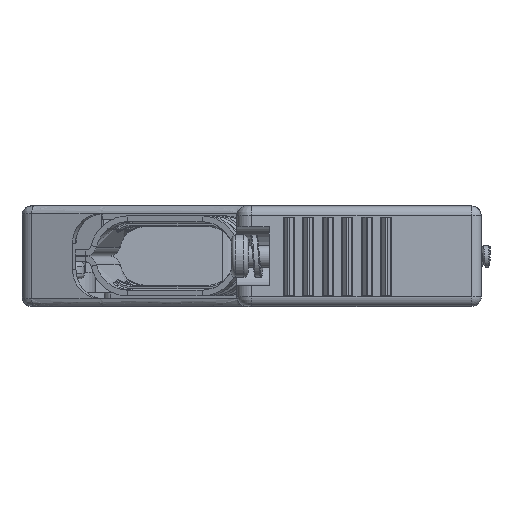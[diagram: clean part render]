
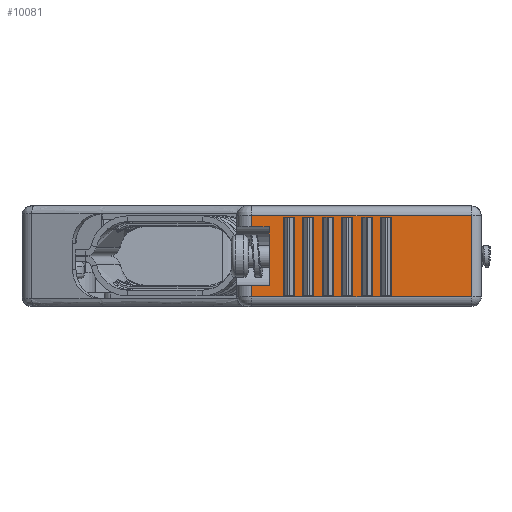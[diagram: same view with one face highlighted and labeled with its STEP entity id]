
A CAD part, left-side view. The second image highlights one B-rep face of the part: STEP entity #10081.
In plain terms, the highlighted planar face has unit normal (-1, 0, 0).
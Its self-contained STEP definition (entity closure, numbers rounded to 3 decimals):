
#6789=CARTESIAN_POINT('',(-46.025,21.5,8.15));
#6790=VERTEX_POINT('',#6789);
#6798=CARTESIAN_POINT('',(-46.025,21.5,9.3));
#6799=VERTEX_POINT('',#6798);
#6800=CARTESIAN_POINT('',(-46.025,21.5,8.15));
#6801=DIRECTION('',(0.,0.,1.));
#6802=VECTOR('',#6801,1.15);
#6803=LINE('',#6800,#6802);
#6804=EDGE_CURVE('',#6790,#6799,#6803,.T.);
#6831=CARTESIAN_POINT('',(-46.025,-1.,9.3));
#6832=VERTEX_POINT('',#6831);
#6840=CARTESIAN_POINT('',(-46.025,-1.,1.));
#6841=VERTEX_POINT('',#6840);
#6842=CARTESIAN_POINT('',(-46.025,-1.,9.3));
#6843=DIRECTION('',(0.,0.,-1.));
#6844=VECTOR('',#6843,8.3);
#6845=LINE('',#6842,#6844);
#6846=EDGE_CURVE('',#6832,#6841,#6845,.T.);
#8012=CARTESIAN_POINT('',(-46.025,19.7,8.15));
#8013=VERTEX_POINT('',#8012);
#8020=CARTESIAN_POINT('',(-46.025,19.7,8.15));
#8021=DIRECTION('',(0.,1.,0.));
#8022=VECTOR('',#8021,1.8);
#8023=LINE('',#8020,#8022);
#8024=EDGE_CURVE('',#8013,#6790,#8023,.T.);
#8090=CARTESIAN_POINT('',(-46.025,19.7,2.15));
#8091=VERTEX_POINT('',#8090);
#8098=CARTESIAN_POINT('',(-46.025,19.7,8.15));
#8099=DIRECTION('',(0.,0.,-1.));
#8100=VECTOR('',#8099,6.);
#8101=LINE('',#8098,#8100);
#8102=EDGE_CURVE('',#8013,#8091,#8101,.T.);
#8150=CARTESIAN_POINT('',(-46.025,17.134,9.15));
#8151=VERTEX_POINT('',#8150);
#8159=CARTESIAN_POINT('',(-46.025,18.266,9.15));
#8160=VERTEX_POINT('',#8159);
#8161=CARTESIAN_POINT('',(-46.025,17.134,9.15));
#8162=DIRECTION('',(0.,1.,0.));
#8163=VECTOR('',#8162,1.133);
#8164=LINE('',#8161,#8163);
#8165=EDGE_CURVE('',#8151,#8160,#8164,.T.);
#8209=CARTESIAN_POINT('',(-46.025,15.134,9.15));
#8210=VERTEX_POINT('',#8209);
#8218=CARTESIAN_POINT('',(-46.025,16.266,9.15));
#8219=VERTEX_POINT('',#8218);
#8220=CARTESIAN_POINT('',(-46.025,15.134,9.15));
#8221=DIRECTION('',(0.,1.,0.));
#8222=VECTOR('',#8221,1.133);
#8223=LINE('',#8220,#8222);
#8224=EDGE_CURVE('',#8210,#8219,#8223,.T.);
#8268=CARTESIAN_POINT('',(-46.025,13.134,9.15));
#8269=VERTEX_POINT('',#8268);
#8277=CARTESIAN_POINT('',(-46.025,14.266,9.15));
#8278=VERTEX_POINT('',#8277);
#8279=CARTESIAN_POINT('',(-46.025,13.134,9.15));
#8280=DIRECTION('',(0.,1.,0.));
#8281=VECTOR('',#8280,1.133);
#8282=LINE('',#8279,#8281);
#8283=EDGE_CURVE('',#8269,#8278,#8282,.T.);
#8327=CARTESIAN_POINT('',(-46.025,11.134,9.15));
#8328=VERTEX_POINT('',#8327);
#8336=CARTESIAN_POINT('',(-46.025,12.266,9.15));
#8337=VERTEX_POINT('',#8336);
#8338=CARTESIAN_POINT('',(-46.025,11.134,9.15));
#8339=DIRECTION('',(0.,1.,0.));
#8340=VECTOR('',#8339,1.133);
#8341=LINE('',#8338,#8340);
#8342=EDGE_CURVE('',#8328,#8337,#8341,.T.);
#8386=CARTESIAN_POINT('',(-46.025,9.134,9.15));
#8387=VERTEX_POINT('',#8386);
#8395=CARTESIAN_POINT('',(-46.025,10.266,9.15));
#8396=VERTEX_POINT('',#8395);
#8397=CARTESIAN_POINT('',(-46.025,9.134,9.15));
#8398=DIRECTION('',(0.,1.,0.));
#8399=VECTOR('',#8398,1.133);
#8400=LINE('',#8397,#8399);
#8401=EDGE_CURVE('',#8387,#8396,#8400,.T.);
#8445=CARTESIAN_POINT('',(-46.025,7.134,9.15));
#8446=VERTEX_POINT('',#8445);
#8454=CARTESIAN_POINT('',(-46.025,8.266,9.15));
#8455=VERTEX_POINT('',#8454);
#8456=CARTESIAN_POINT('',(-46.025,7.134,9.15));
#8457=DIRECTION('',(0.,1.,0.));
#8458=VECTOR('',#8457,1.133);
#8459=LINE('',#8456,#8458);
#8460=EDGE_CURVE('',#8446,#8455,#8459,.T.);
#9892=CARTESIAN_POINT('',(-46.025,10.5,5.15));
#9893=DIRECTION('',(0.,1.,0.));
#9894=DIRECTION('',(-1.,0.,0.));
#9895=AXIS2_PLACEMENT_3D('',#9892,#9894,#9893);
#9896=PLANE('',#9895);
#9897=ORIENTED_EDGE('',*,*,#8024,.F.);
#9898=ORIENTED_EDGE('',*,*,#8102,.T.);
#9899=CARTESIAN_POINT('',(-46.025,21.5,2.15));
#9900=VERTEX_POINT('',#9899);
#9901=CARTESIAN_POINT('',(-46.025,19.7,2.15));
#9902=DIRECTION('',(0.,1.,0.));
#9903=VECTOR('',#9902,1.8);
#9904=LINE('',#9901,#9903);
#9905=EDGE_CURVE('',#8091,#9900,#9904,.T.);
#9906=ORIENTED_EDGE('',*,*,#9905,.T.);
#9907=CARTESIAN_POINT('',(-46.025,21.5,1.));
#9908=VERTEX_POINT('',#9907);
#9909=CARTESIAN_POINT('',(-46.025,21.5,2.15));
#9910=DIRECTION('',(0.,0.,-1.));
#9911=VECTOR('',#9910,1.15);
#9912=LINE('',#9909,#9911);
#9913=EDGE_CURVE('',#9900,#9908,#9912,.T.);
#9914=ORIENTED_EDGE('',*,*,#9913,.T.);
#9915=CARTESIAN_POINT('',(-46.025,21.5,1.));
#9916=DIRECTION('',(0.,-1.,0.));
#9917=VECTOR('',#9916,22.5);
#9918=LINE('',#9915,#9917);
#9919=EDGE_CURVE('',#9908,#6841,#9918,.T.);
#9920=ORIENTED_EDGE('',*,*,#9919,.T.);
#9921=ORIENTED_EDGE('',*,*,#6846,.F.);
#9922=CARTESIAN_POINT('',(-46.025,-1.,9.3));
#9923=DIRECTION('',(0.,1.,0.));
#9924=VECTOR('',#9923,22.5);
#9925=LINE('',#9922,#9924);
#9926=EDGE_CURVE('',#6832,#6799,#9925,.T.);
#9927=ORIENTED_EDGE('',*,*,#9926,.T.);
#9928=ORIENTED_EDGE('',*,*,#6804,.F.);
#9929=EDGE_LOOP('',(#9897,#9898,#9906,#9914,#9920,#9921,#9927,#9928));
#9930=FACE_OUTER_BOUND('',#9929,.T.);
#9931=ORIENTED_EDGE('',*,*,#8165,.F.);
#9932=CARTESIAN_POINT('',(-46.025,17.134,1.15));
#9933=VERTEX_POINT('',#9932);
#9934=CARTESIAN_POINT('',(-46.025,17.134,9.15));
#9935=DIRECTION('',(0.,0.,-1.));
#9936=VECTOR('',#9935,8.);
#9937=LINE('',#9934,#9936);
#9938=EDGE_CURVE('',#8151,#9933,#9937,.T.);
#9939=ORIENTED_EDGE('',*,*,#9938,.T.);
#9940=CARTESIAN_POINT('',(-46.025,18.266,1.15));
#9941=VERTEX_POINT('',#9940);
#9942=CARTESIAN_POINT('',(-46.025,17.134,1.15));
#9943=DIRECTION('',(0.,1.,0.));
#9944=VECTOR('',#9943,1.133);
#9945=LINE('',#9942,#9944);
#9946=EDGE_CURVE('',#9933,#9941,#9945,.T.);
#9947=ORIENTED_EDGE('',*,*,#9946,.T.);
#9948=CARTESIAN_POINT('',(-46.025,18.266,9.15));
#9949=DIRECTION('',(0.,0.,-1.));
#9950=VECTOR('',#9949,8.);
#9951=LINE('',#9948,#9950);
#9952=EDGE_CURVE('',#8160,#9941,#9951,.T.);
#9953=ORIENTED_EDGE('',*,*,#9952,.F.);
#9954=EDGE_LOOP('',(#9931,#9939,#9947,#9953));
#9955=FACE_BOUND('',#9954,.T.);
#9956=ORIENTED_EDGE('',*,*,#8224,.F.);
#9957=CARTESIAN_POINT('',(-46.025,15.134,1.15));
#9958=VERTEX_POINT('',#9957);
#9959=CARTESIAN_POINT('',(-46.025,15.134,9.15));
#9960=DIRECTION('',(0.,0.,-1.));
#9961=VECTOR('',#9960,8.);
#9962=LINE('',#9959,#9961);
#9963=EDGE_CURVE('',#8210,#9958,#9962,.T.);
#9964=ORIENTED_EDGE('',*,*,#9963,.T.);
#9965=CARTESIAN_POINT('',(-46.025,16.266,1.15));
#9966=VERTEX_POINT('',#9965);
#9967=CARTESIAN_POINT('',(-46.025,15.134,1.15));
#9968=DIRECTION('',(0.,1.,0.));
#9969=VECTOR('',#9968,1.133);
#9970=LINE('',#9967,#9969);
#9971=EDGE_CURVE('',#9958,#9966,#9970,.T.);
#9972=ORIENTED_EDGE('',*,*,#9971,.T.);
#9973=CARTESIAN_POINT('',(-46.025,16.266,9.15));
#9974=DIRECTION('',(0.,0.,-1.));
#9975=VECTOR('',#9974,8.);
#9976=LINE('',#9973,#9975);
#9977=EDGE_CURVE('',#8219,#9966,#9976,.T.);
#9978=ORIENTED_EDGE('',*,*,#9977,.F.);
#9979=EDGE_LOOP('',(#9956,#9964,#9972,#9978));
#9980=FACE_BOUND('',#9979,.T.);
#9981=ORIENTED_EDGE('',*,*,#8283,.F.);
#9982=CARTESIAN_POINT('',(-46.025,13.134,1.15));
#9983=VERTEX_POINT('',#9982);
#9984=CARTESIAN_POINT('',(-46.025,13.134,9.15));
#9985=DIRECTION('',(0.,0.,-1.));
#9986=VECTOR('',#9985,8.);
#9987=LINE('',#9984,#9986);
#9988=EDGE_CURVE('',#8269,#9983,#9987,.T.);
#9989=ORIENTED_EDGE('',*,*,#9988,.T.);
#9990=CARTESIAN_POINT('',(-46.025,14.266,1.15));
#9991=VERTEX_POINT('',#9990);
#9992=CARTESIAN_POINT('',(-46.025,13.134,1.15));
#9993=DIRECTION('',(0.,1.,0.));
#9994=VECTOR('',#9993,1.133);
#9995=LINE('',#9992,#9994);
#9996=EDGE_CURVE('',#9983,#9991,#9995,.T.);
#9997=ORIENTED_EDGE('',*,*,#9996,.T.);
#9998=CARTESIAN_POINT('',(-46.025,14.266,9.15));
#9999=DIRECTION('',(0.,0.,-1.));
#10000=VECTOR('',#9999,8.);
#10001=LINE('',#9998,#10000);
#10002=EDGE_CURVE('',#8278,#9991,#10001,.T.);
#10003=ORIENTED_EDGE('',*,*,#10002,.F.);
#10004=EDGE_LOOP('',(#9981,#9989,#9997,#10003));
#10005=FACE_BOUND('',#10004,.T.);
#10006=ORIENTED_EDGE('',*,*,#8342,.F.);
#10007=CARTESIAN_POINT('',(-46.025,11.134,1.15));
#10008=VERTEX_POINT('',#10007);
#10009=CARTESIAN_POINT('',(-46.025,11.134,9.15));
#10010=DIRECTION('',(0.,0.,-1.));
#10011=VECTOR('',#10010,8.);
#10012=LINE('',#10009,#10011);
#10013=EDGE_CURVE('',#8328,#10008,#10012,.T.);
#10014=ORIENTED_EDGE('',*,*,#10013,.T.);
#10015=CARTESIAN_POINT('',(-46.025,12.266,1.15));
#10016=VERTEX_POINT('',#10015);
#10017=CARTESIAN_POINT('',(-46.025,11.134,1.15));
#10018=DIRECTION('',(0.,1.,0.));
#10019=VECTOR('',#10018,1.133);
#10020=LINE('',#10017,#10019);
#10021=EDGE_CURVE('',#10008,#10016,#10020,.T.);
#10022=ORIENTED_EDGE('',*,*,#10021,.T.);
#10023=CARTESIAN_POINT('',(-46.025,12.266,9.15));
#10024=DIRECTION('',(0.,0.,-1.));
#10025=VECTOR('',#10024,8.);
#10026=LINE('',#10023,#10025);
#10027=EDGE_CURVE('',#8337,#10016,#10026,.T.);
#10028=ORIENTED_EDGE('',*,*,#10027,.F.);
#10029=EDGE_LOOP('',(#10006,#10014,#10022,#10028));
#10030=FACE_BOUND('',#10029,.T.);
#10031=ORIENTED_EDGE('',*,*,#8401,.F.);
#10032=CARTESIAN_POINT('',(-46.025,9.134,1.15));
#10033=VERTEX_POINT('',#10032);
#10034=CARTESIAN_POINT('',(-46.025,9.134,9.15));
#10035=DIRECTION('',(0.,0.,-1.));
#10036=VECTOR('',#10035,8.);
#10037=LINE('',#10034,#10036);
#10038=EDGE_CURVE('',#8387,#10033,#10037,.T.);
#10039=ORIENTED_EDGE('',*,*,#10038,.T.);
#10040=CARTESIAN_POINT('',(-46.025,10.266,1.15));
#10041=VERTEX_POINT('',#10040);
#10042=CARTESIAN_POINT('',(-46.025,9.134,1.15));
#10043=DIRECTION('',(0.,1.,0.));
#10044=VECTOR('',#10043,1.133);
#10045=LINE('',#10042,#10044);
#10046=EDGE_CURVE('',#10033,#10041,#10045,.T.);
#10047=ORIENTED_EDGE('',*,*,#10046,.T.);
#10048=CARTESIAN_POINT('',(-46.025,10.266,9.15));
#10049=DIRECTION('',(0.,0.,-1.));
#10050=VECTOR('',#10049,8.);
#10051=LINE('',#10048,#10050);
#10052=EDGE_CURVE('',#8396,#10041,#10051,.T.);
#10053=ORIENTED_EDGE('',*,*,#10052,.F.);
#10054=EDGE_LOOP('',(#10031,#10039,#10047,#10053));
#10055=FACE_BOUND('',#10054,.T.);
#10056=ORIENTED_EDGE('',*,*,#8460,.F.);
#10057=CARTESIAN_POINT('',(-46.025,7.134,1.15));
#10058=VERTEX_POINT('',#10057);
#10059=CARTESIAN_POINT('',(-46.025,7.134,9.15));
#10060=DIRECTION('',(0.,0.,-1.));
#10061=VECTOR('',#10060,8.);
#10062=LINE('',#10059,#10061);
#10063=EDGE_CURVE('',#8446,#10058,#10062,.T.);
#10064=ORIENTED_EDGE('',*,*,#10063,.T.);
#10065=CARTESIAN_POINT('',(-46.025,8.266,1.15));
#10066=VERTEX_POINT('',#10065);
#10067=CARTESIAN_POINT('',(-46.025,7.134,1.15));
#10068=DIRECTION('',(0.,1.,0.));
#10069=VECTOR('',#10068,1.133);
#10070=LINE('',#10067,#10069);
#10071=EDGE_CURVE('',#10058,#10066,#10070,.T.);
#10072=ORIENTED_EDGE('',*,*,#10071,.T.);
#10073=CARTESIAN_POINT('',(-46.025,8.266,9.15));
#10074=DIRECTION('',(0.,0.,-1.));
#10075=VECTOR('',#10074,8.);
#10076=LINE('',#10073,#10075);
#10077=EDGE_CURVE('',#8455,#10066,#10076,.T.);
#10078=ORIENTED_EDGE('',*,*,#10077,.F.);
#10079=EDGE_LOOP('',(#10056,#10064,#10072,#10078));
#10080=FACE_BOUND('',#10079,.T.);
#10081=ADVANCED_FACE('',(#9930,#9955,#9980,#10005,#10030,#10055,#10080),#9896,.T.);
